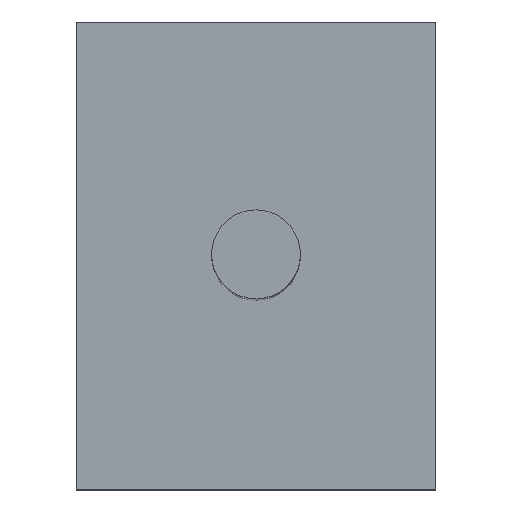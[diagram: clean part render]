
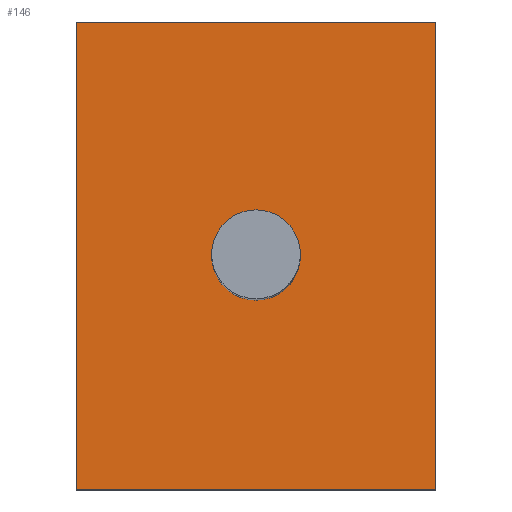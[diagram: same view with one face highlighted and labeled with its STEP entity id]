
A CAD part, top view. The second image highlights one B-rep face of the part: STEP entity #146.
In plain terms, the highlighted planar face has unit normal (0, 0, 1).
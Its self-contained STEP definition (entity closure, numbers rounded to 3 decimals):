
#9 = DIRECTION ( 'NONE',  ( 0., 0., -1. ) ) ;
#10 = PLANE ( 'NONE',  #217 ) ;
#24 = VERTEX_POINT ( 'NONE', #105 ) ;
#26 = LINE ( 'NONE', #131, #66 ) ;
#27 = DIRECTION ( 'NONE',  ( 0., 0., -1. ) ) ;
#36 = ORIENTED_EDGE ( 'NONE', *, *, #267, .F. ) ;
#38 = AXIS2_PLACEMENT_3D ( 'NONE', #117, #27, #91 ) ;
#39 = ORIENTED_EDGE ( 'NONE', *, *, #180, .F. ) ;
#40 = DIRECTION ( 'NONE',  ( -1., 0., 0. ) ) ;
#41 = VERTEX_POINT ( 'NONE', #259 ) ;
#49 = VECTOR ( 'NONE', #216, 1000. ) ;
#53 = ORIENTED_EDGE ( 'NONE', *, *, #185, .T. ) ;
#58 = EDGE_CURVE ( 'NONE', #24, #75, #133, .T. ) ;
#60 = CARTESIAN_POINT ( 'NONE',  ( 0., 0., 60. ) ) ;
#66 = VECTOR ( 'NONE', #175, 1000. ) ;
#67 = EDGE_CURVE ( 'NONE', #222, #152, #157, .T. ) ;
#75 = VERTEX_POINT ( 'NONE', #115 ) ;
#76 = DIRECTION ( 'NONE',  ( 0., 1., 0. ) ) ;
#80 = CARTESIAN_POINT ( 'NONE',  ( 38.5, -50., 60. ) ) ;
#89 = AXIS2_PLACEMENT_3D ( 'NONE', #60, #119, #40 ) ;
#90 = CARTESIAN_POINT ( 'NONE',  ( 9.5, 0., 60. ) ) ;
#91 = DIRECTION ( 'NONE',  ( -1., 0., 0. ) ) ;
#105 = CARTESIAN_POINT ( 'NONE',  ( -38.5, 50., 60. ) ) ;
#110 = CARTESIAN_POINT ( 'NONE',  ( 38.5, 50., 60. ) ) ;
#115 = CARTESIAN_POINT ( 'NONE',  ( 38.5, 50., 60. ) ) ;
#117 = CARTESIAN_POINT ( 'NONE',  ( 0., 0., 60. ) ) ;
#119 = DIRECTION ( 'NONE',  ( 0., 0., -1. ) ) ;
#126 = EDGE_CURVE ( 'NONE', #75, #41, #26, .T. ) ;
#131 = CARTESIAN_POINT ( 'NONE',  ( 38.5, 50., 60. ) ) ;
#133 = LINE ( 'NONE', #110, #49 ) ;
#143 = DIRECTION ( 'NONE',  ( -1., 0., 0. ) ) ;
#146 = ADVANCED_FACE ( 'NONE', ( #176, #260 ), #10, .F. ) ;
#152 = VERTEX_POINT ( 'NONE', #90 ) ;
#157 = CIRCLE ( 'NONE', #38, 9.5 ) ;
#168 = EDGE_LOOP ( 'NONE', ( #232, #53 ) ) ;
#169 = VECTOR ( 'NONE', #143, 1000. ) ;
#175 = DIRECTION ( 'NONE',  ( 0., -1., 0. ) ) ;
#176 = FACE_BOUND ( 'NONE', #168, .T. ) ;
#180 = EDGE_CURVE ( 'NONE', #41, #189, #220, .T. ) ;
#181 = LINE ( 'NONE', #186, #202 ) ;
#185 = EDGE_CURVE ( 'NONE', #152, #222, #207, .T. ) ;
#186 = CARTESIAN_POINT ( 'NONE',  ( -38.5, 50., 60. ) ) ;
#189 = VERTEX_POINT ( 'NONE', #199 ) ;
#197 = EDGE_LOOP ( 'NONE', ( #249, #224, #36, #39 ) ) ;
#199 = CARTESIAN_POINT ( 'NONE',  ( -38.5, -50., 60. ) ) ;
#202 = VECTOR ( 'NONE', #76, 1000. ) ;
#205 = CARTESIAN_POINT ( 'NONE',  ( -9.5, 0., 60. ) ) ;
#207 = CIRCLE ( 'NONE', #89, 9.5 ) ;
#212 = CARTESIAN_POINT ( 'NONE',  ( 0., 0., 60. ) ) ;
#216 = DIRECTION ( 'NONE',  ( 1., 0., 0. ) ) ;
#217 = AXIS2_PLACEMENT_3D ( 'NONE', #212, #9, #258 ) ;
#220 = LINE ( 'NONE', #80, #169 ) ;
#222 = VERTEX_POINT ( 'NONE', #205 ) ;
#224 = ORIENTED_EDGE ( 'NONE', *, *, #58, .F. ) ;
#232 = ORIENTED_EDGE ( 'NONE', *, *, #67, .T. ) ;
#249 = ORIENTED_EDGE ( 'NONE', *, *, #126, .F. ) ;
#258 = DIRECTION ( 'NONE',  ( -1., 0., 0. ) ) ;
#259 = CARTESIAN_POINT ( 'NONE',  ( 38.5, -50., 60. ) ) ;
#260 = FACE_OUTER_BOUND ( 'NONE', #197, .T. ) ;
#267 = EDGE_CURVE ( 'NONE', #189, #24, #181, .T. ) ;
